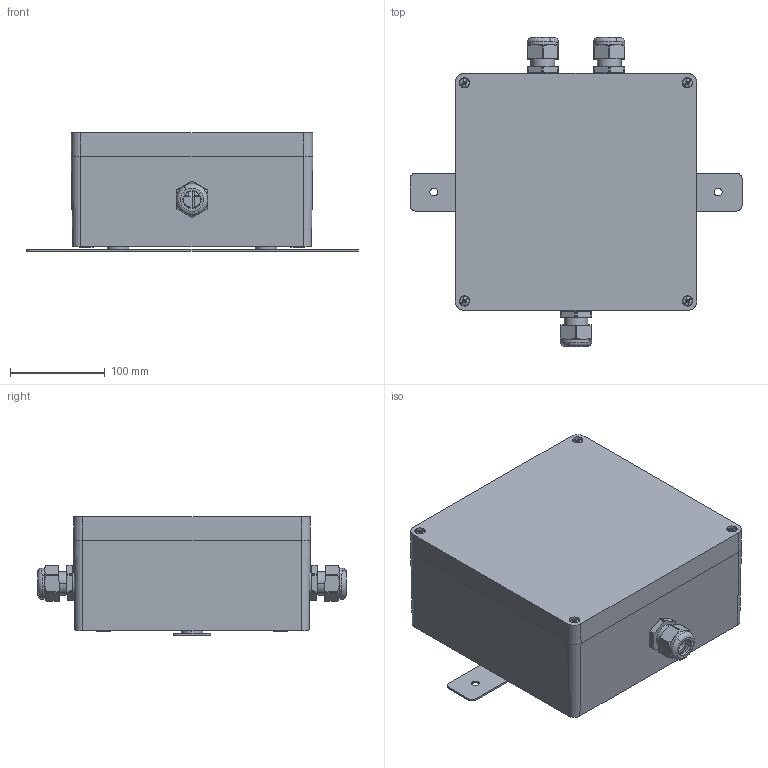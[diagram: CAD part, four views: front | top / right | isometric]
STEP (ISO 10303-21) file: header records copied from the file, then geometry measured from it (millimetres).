
FILE_DESCRIPTION(('CATIA V5 STEP Exchange','CAx-IF Rec.Pracs.--- Model Styling and Organization---1.5--- 2016-08-15','CAx-IF Rec.Pracs.---Supplemental Geometry---1.0---2011-11-01','CAx-IF Rec.Pracs.--- Composite Materials ---1.1---2010-07-15'),'2;1');
FILE_NAME ('1172224-10_2', '2025-09-19T08:53:55+00:00', ('none'), ('Weidmueller'), 'CATIA Version 5-6 Release 2024 SP4', 'CATIA V5 STEP AP214 v3', 'none');
FILE_SCHEMA(('AUTOMOTIVE_DESIGN { 1 0 10303 214 1 1 1 1 }'));
Products named in the file (1): 8000052518_Part
Bounding box: 350 x 325.84 x 125 mm (x, y, z)
Volume: 1789181 mm3; surface area: 694545 mm2
Topology: 77 solids, 77 shells, 3304 faces, 8688 edges, 5558 vertices
Faces by surface type: plane 1896, cylinder 880, cone 386, torus 94, sphere 48
Entity records: 101266 total; most frequent: CARTESIAN_POINT 26268, ORIENTED_EDGE 17248, DIRECTION 12095, EDGE_CURVE 8624, VERTEX_POINT 5558, VECTOR 5517, LINE 5517, AXIS2_PLACEMENT_3D 4228
